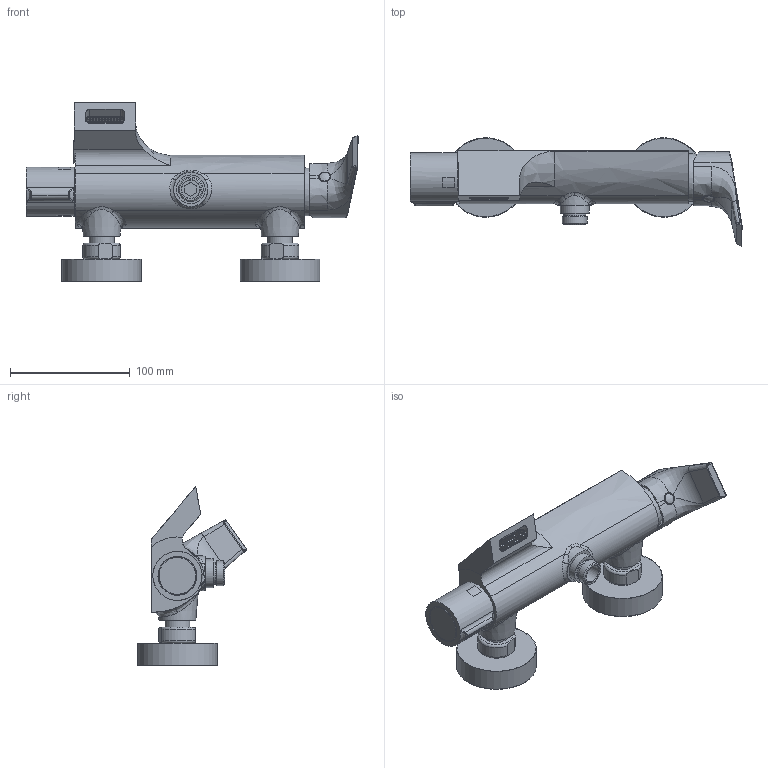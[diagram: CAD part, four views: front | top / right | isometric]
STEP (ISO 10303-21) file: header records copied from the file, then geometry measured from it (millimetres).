
FILE_DESCRIPTION (( 'STEP AP203' ), '1' );
FILE_NAME ('21CP02404.STEP', '2021-03-22T08:19:47', ( '' ), ( '' ), 'SwSTEP 2.0', 'SolidWorks 2018', '' );
FILE_SCHEMA (( 'CONFIG_CONTROL_DESIGN' ));
Length unit declared in the file: millimetre
Products named in the file (1): 21CP02404
Bounding box: 277.57 x 90.88 x 149.63 mm (x, y, z)
Volume: 233599.4 mm3; surface area: 179459.8 mm2
Topology: 14 solids, 14 shells, 1210 faces, 3070 edges, 1906 vertices
Faces by surface type: plane 460, cylinder 357, bspline 282, cone 79, torus 21, sphere 11
Full cylindrical faces by diameter (mm): 1 x2, 1.3 x1, 4.5 x1, 5.1 x2, 6.8 x1, 8 x2, 9.5 x1, 10 x1, 15 x5, 16.2 x2, 18 x2, 18.2 x2, 18.3 x2, 18.5 x2, 19 x1, 20 x2, 20.5 x2, 20.65 x2, 20.8 x2, 21 x2, 21.5 x1, 24 x3, 24.5 x2, 25.6 x3, 26.4 x2, 28 x1, 28.6 x1, 29 x2, 31 x2, 31.6 x1
Entity records: 60717 total; most frequent: CARTESIAN_POINT 35331, ORIENTED_EDGE 5782, DIRECTION 4232, EDGE_CURVE 2891, VERTEX_POINT 1856, AXIS2_PLACEMENT_3D 1497, EDGE_LOOP 1431, FACE_OUTER_BOUND 1293
